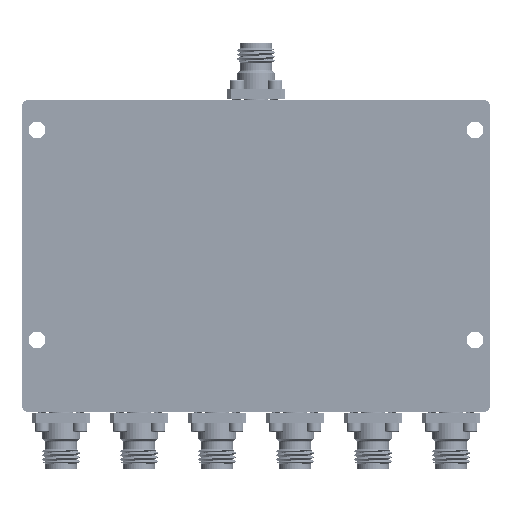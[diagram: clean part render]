
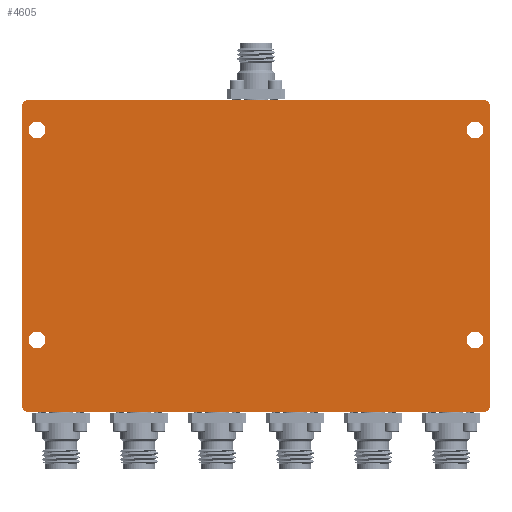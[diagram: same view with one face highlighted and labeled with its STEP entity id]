
A CAD part, top view. The second image highlights one B-rep face of the part: STEP entity #4605.
In plain terms, the highlighted planar face has unit normal (0, 0, 1).
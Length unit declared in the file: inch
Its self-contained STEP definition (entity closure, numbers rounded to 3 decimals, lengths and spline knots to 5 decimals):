
#58 = AXIS2_PLACEMENT_3D ( 'NONE', #691, #6210, #6759 ) ;
#184 = DIRECTION ( 'NONE',  ( -1., 0., 0. ) ) ;
#243 = DIRECTION ( 'NONE',  ( 0., 0., 1. ) ) ;
#266 = DIRECTION ( 'NONE',  ( 0., 1., 0. ) ) ;
#318 = AXIS2_PLACEMENT_3D ( 'NONE', #3240, #2459, #4882 ) ;
#324 = EDGE_LOOP ( 'NONE', ( #730, #7745 ) ) ;
#330 = VECTOR ( 'NONE', #5291, 39.37008 ) ;
#347 = LINE ( 'NONE', #4048, #1236 ) ;
#362 = DIRECTION ( 'NONE',  ( 0., 0., -1. ) ) ;
#368 = VERTEX_POINT ( 'NONE', #3836 ) ;
#376 = CARTESIAN_POINT ( 'NONE',  ( 1.49606, 1.02362, 0.19685 ) ) ;
#403 = LINE ( 'NONE', #889, #2482 ) ;
#557 = ORIENTED_EDGE ( 'NONE', *, *, #2603, .T. ) ;
#639 = EDGE_CURVE ( 'NONE', #750, #3899, #5028, .T. ) ;
#657 = EDGE_LOOP ( 'NONE', ( #4833, #7226 ) ) ;
#673 = EDGE_CURVE ( 'NONE', #2996, #870, #403, .T. ) ;
#691 = CARTESIAN_POINT ( 'NONE',  ( -1.43701, 0.82677, 0.19685 ) ) ;
#702 = CARTESIAN_POINT ( 'NONE',  ( 1.38189, 0.82677, 0.19685 ) ) ;
#719 = CARTESIAN_POINT ( 'NONE',  ( 0., 0., 0.19685 ) ) ;
#720 = CARTESIAN_POINT ( 'NONE',  ( -1.49606, -0.98425, 0.19685 ) ) ;
#730 = ORIENTED_EDGE ( 'NONE', *, *, #2018, .T. ) ;
#750 = VERTEX_POINT ( 'NONE', #3511 ) ;
#778 = DIRECTION ( 'NONE',  ( 0., 0., -1. ) ) ;
#801 = FACE_BOUND ( 'NONE', #657, .T. ) ;
#815 = CARTESIAN_POINT ( 'NONE',  ( 1.53543, -0.98425, 0.19685 ) ) ;
#870 = VERTEX_POINT ( 'NONE', #3824 ) ;
#889 = CARTESIAN_POINT ( 'NONE',  ( -1.53543, 1.02362, 0.19685 ) ) ;
#916 = DIRECTION ( 'NONE',  ( -1., 0., 0. ) ) ;
#1095 = AXIS2_PLACEMENT_3D ( 'NONE', #2316, #1718, #4773 ) ;
#1179 = DIRECTION ( 'NONE',  ( 1., 0., 0. ) ) ;
#1236 = VECTOR ( 'NONE', #266, 39.37008 ) ;
#1295 = DIRECTION ( 'NONE',  ( 1., 0., 0. ) ) ;
#1354 = AXIS2_PLACEMENT_3D ( 'NONE', #720, #6526, #1295 ) ;
#1447 = CIRCLE ( 'NONE', #5523, 0.03937 ) ;
#1450 = VERTEX_POINT ( 'NONE', #376 ) ;
#1466 = VERTEX_POINT ( 'NONE', #7079 ) ;
#1496 = DIRECTION ( 'NONE',  ( 0., 0., 1. ) ) ;
#1538 = CARTESIAN_POINT ( 'NONE',  ( -1.43701, -0.55118, 0.19685 ) ) ;
#1563 = LINE ( 'NONE', #7608, #1727 ) ;
#1660 = VERTEX_POINT ( 'NONE', #5063 ) ;
#1664 = CARTESIAN_POINT ( 'NONE',  ( 1.49213, -0.55118, 0.19685 ) ) ;
#1718 = DIRECTION ( 'NONE',  ( 0., 0., -1. ) ) ;
#1727 = VECTOR ( 'NONE', #916, 39.37008 ) ;
#1735 = CARTESIAN_POINT ( 'NONE',  ( -1.49606, 1.02362, 0.19685 ) ) ;
#1752 = CIRCLE ( 'NONE', #5830, 0.05512 ) ;
#1768 = ORIENTED_EDGE ( 'NONE', *, *, #7501, .T. ) ;
#1874 = CIRCLE ( 'NONE', #318, 0.05512 ) ;
#1984 = CIRCLE ( 'NONE', #1095, 0.05512 ) ;
#2009 = DIRECTION ( 'NONE',  ( 1., 0., 0. ) ) ;
#2018 = EDGE_CURVE ( 'NONE', #7781, #7499, #7327, .T. ) ;
#2038 = ORIENTED_EDGE ( 'NONE', *, *, #7711, .T. ) ;
#2044 = EDGE_LOOP ( 'NONE', ( #1768, #2993, #5355, #2038, #6475, #3391, #2659, #557 ) ) ;
#2047 = PLANE ( 'NONE',  #6299 ) ;
#2316 = CARTESIAN_POINT ( 'NONE',  ( -1.43701, 0.82677, 0.19685 ) ) ;
#2438 = VERTEX_POINT ( 'NONE', #7765 ) ;
#2455 = EDGE_CURVE ( 'NONE', #2438, #368, #1984, .T. ) ;
#2459 = DIRECTION ( 'NONE',  ( 0., 0., -1. ) ) ;
#2482 = VECTOR ( 'NONE', #4628, 39.37008 ) ;
#2603 = EDGE_CURVE ( 'NONE', #870, #4651, #3376, .T. ) ;
#2605 = DIRECTION ( 'NONE',  ( 1., 0., 0. ) ) ;
#2659 = ORIENTED_EDGE ( 'NONE', *, *, #673, .T. ) ;
#2751 = VERTEX_POINT ( 'NONE', #3905 ) ;
#2993 = ORIENTED_EDGE ( 'NONE', *, *, #4779, .T. ) ;
#2996 = VERTEX_POINT ( 'NONE', #5560 ) ;
#3003 = CIRCLE ( 'NONE', #4271, 0.05512 ) ;
#3154 = FACE_OUTER_BOUND ( 'NONE', #2044, .T. ) ;
#3240 = CARTESIAN_POINT ( 'NONE',  ( 1.43701, 0.82677, 0.19685 ) ) ;
#3309 = DIRECTION ( 'NONE',  ( 1., 0., 0. ) ) ;
#3376 = CIRCLE ( 'NONE', #1354, 0.03937 ) ;
#3391 = ORIENTED_EDGE ( 'NONE', *, *, #4786, .T. ) ;
#3485 = CIRCLE ( 'NONE', #58, 0.05512 ) ;
#3492 = AXIS2_PLACEMENT_3D ( 'NONE', #6268, #243, #2605 ) ;
#3497 = EDGE_CURVE ( 'NONE', #1450, #5450, #1563, .T. ) ;
#3511 = CARTESIAN_POINT ( 'NONE',  ( -1.38189, -0.55118, 0.19685 ) ) ;
#3557 = ORIENTED_EDGE ( 'NONE', *, *, #639, .T. ) ;
#3731 = VERTEX_POINT ( 'NONE', #702 ) ;
#3824 = CARTESIAN_POINT ( 'NONE',  ( -1.53543, -0.98425, 0.19685 ) ) ;
#3836 = CARTESIAN_POINT ( 'NONE',  ( -1.49213, 0.82677, 0.19685 ) ) ;
#3893 = CARTESIAN_POINT ( 'NONE',  ( 1.43701, -0.55118, 0.19685 ) ) ;
#3899 = VERTEX_POINT ( 'NONE', #7724 ) ;
#3905 = CARTESIAN_POINT ( 'NONE',  ( 1.49606, -1.02362, 0.19685 ) ) ;
#3951 = DIRECTION ( 'NONE',  ( -1., 0., 0. ) ) ;
#4048 = CARTESIAN_POINT ( 'NONE',  ( 1.53543, 1.02362, 0.19685 ) ) ;
#4097 = EDGE_CURVE ( 'NONE', #368, #2438, #3485, .T. ) ;
#4245 = VERTEX_POINT ( 'NONE', #815 ) ;
#4271 = AXIS2_PLACEMENT_3D ( 'NONE', #3893, #6892, #184 ) ;
#4448 = DIRECTION ( 'NONE',  ( -1., 0., 0. ) ) ;
#4468 = FACE_BOUND ( 'NONE', #6488, .T. ) ;
#4510 = CIRCLE ( 'NONE', #6428, 0.03937 ) ;
#4542 = FACE_BOUND ( 'NONE', #324, .T. ) ;
#4605 = ADVANCED_FACE ( 'NONE', ( #4468, #801, #6939, #4542, #3154 ), #2047, .T. ) ;
#4628 = DIRECTION ( 'NONE',  ( 0., -1., 0. ) ) ;
#4651 = VERTEX_POINT ( 'NONE', #5601 ) ;
#4773 = DIRECTION ( 'NONE',  ( -1., 0., 0. ) ) ;
#4779 = EDGE_CURVE ( 'NONE', #2751, #4245, #6934, .T. ) ;
#4786 = EDGE_CURVE ( 'NONE', #5450, #2996, #4510, .T. ) ;
#4833 = ORIENTED_EDGE ( 'NONE', *, *, #4097, .T. ) ;
#4839 = CARTESIAN_POINT ( 'NONE',  ( 1.49606, 0.98425, 0.19685 ) ) ;
#4848 = DIRECTION ( 'NONE',  ( -1., 0., 0. ) ) ;
#4882 = DIRECTION ( 'NONE',  ( -1., 0., 0. ) ) ;
#4999 = DIRECTION ( 'NONE',  ( 0., 0., 1. ) ) ;
#5028 = CIRCLE ( 'NONE', #5926, 0.05512 ) ;
#5063 = CARTESIAN_POINT ( 'NONE',  ( 1.53543, 0.98425, 0.19685 ) ) ;
#5165 = AXIS2_PLACEMENT_3D ( 'NONE', #7405, #6812, #5592 ) ;
#5198 = EDGE_CURVE ( 'NONE', #3731, #1466, #1874, .T. ) ;
#5291 = DIRECTION ( 'NONE',  ( 1., 0., 0. ) ) ;
#5355 = ORIENTED_EDGE ( 'NONE', *, *, #6367, .T. ) ;
#5450 = VERTEX_POINT ( 'NONE', #1735 ) ;
#5523 = AXIS2_PLACEMENT_3D ( 'NONE', #4839, #7349, #1179 ) ;
#5560 = CARTESIAN_POINT ( 'NONE',  ( -1.53543, 0.98425, 0.19685 ) ) ;
#5568 = EDGE_LOOP ( 'NONE', ( #7371, #3557 ) ) ;
#5592 = DIRECTION ( 'NONE',  ( -1., 0., 0. ) ) ;
#5601 = CARTESIAN_POINT ( 'NONE',  ( -1.49606, -1.02362, 0.19685 ) ) ;
#5716 = ORIENTED_EDGE ( 'NONE', *, *, #7221, .T. ) ;
#5824 = AXIS2_PLACEMENT_3D ( 'NONE', #6057, #6572, #4848 ) ;
#5830 = AXIS2_PLACEMENT_3D ( 'NONE', #7482, #778, #4448 ) ;
#5926 = AXIS2_PLACEMENT_3D ( 'NONE', #1538, #362, #3951 ) ;
#6007 = CARTESIAN_POINT ( 'NONE',  ( 1.38189, -0.55118, 0.19685 ) ) ;
#6057 = CARTESIAN_POINT ( 'NONE',  ( -1.43701, -0.55118, 0.19685 ) ) ;
#6133 = EDGE_CURVE ( 'NONE', #7499, #7781, #3003, .T. ) ;
#6197 = CARTESIAN_POINT ( 'NONE',  ( -1.49606, 0.98425, 0.19685 ) ) ;
#6210 = DIRECTION ( 'NONE',  ( 0., 0., -1. ) ) ;
#6268 = CARTESIAN_POINT ( 'NONE',  ( 1.49606, -0.98425, 0.19685 ) ) ;
#6299 = AXIS2_PLACEMENT_3D ( 'NONE', #719, #1496, #3309 ) ;
#6367 = EDGE_CURVE ( 'NONE', #4245, #1660, #347, .T. ) ;
#6428 = AXIS2_PLACEMENT_3D ( 'NONE', #6197, #4999, #2009 ) ;
#6437 = LINE ( 'NONE', #6558, #330 ) ;
#6475 = ORIENTED_EDGE ( 'NONE', *, *, #3497, .T. ) ;
#6488 = EDGE_LOOP ( 'NONE', ( #6554, #5716 ) ) ;
#6526 = DIRECTION ( 'NONE',  ( 0., 0., 1. ) ) ;
#6546 = EDGE_CURVE ( 'NONE', #3899, #750, #6947, .T. ) ;
#6554 = ORIENTED_EDGE ( 'NONE', *, *, #5198, .T. ) ;
#6558 = CARTESIAN_POINT ( 'NONE',  ( -1.53543, -1.02362, 0.19685 ) ) ;
#6572 = DIRECTION ( 'NONE',  ( 0., 0., -1. ) ) ;
#6759 = DIRECTION ( 'NONE',  ( -1., 0., 0. ) ) ;
#6812 = DIRECTION ( 'NONE',  ( 0., 0., -1. ) ) ;
#6892 = DIRECTION ( 'NONE',  ( 0., 0., -1. ) ) ;
#6934 = CIRCLE ( 'NONE', #3492, 0.03937 ) ;
#6939 = FACE_BOUND ( 'NONE', #5568, .T. ) ;
#6947 = CIRCLE ( 'NONE', #5824, 0.05512 ) ;
#7079 = CARTESIAN_POINT ( 'NONE',  ( 1.49213, 0.82677, 0.19685 ) ) ;
#7221 = EDGE_CURVE ( 'NONE', #1466, #3731, #1752, .T. ) ;
#7226 = ORIENTED_EDGE ( 'NONE', *, *, #2455, .T. ) ;
#7327 = CIRCLE ( 'NONE', #5165, 0.05512 ) ;
#7349 = DIRECTION ( 'NONE',  ( 0., 0., 1. ) ) ;
#7371 = ORIENTED_EDGE ( 'NONE', *, *, #6546, .T. ) ;
#7405 = CARTESIAN_POINT ( 'NONE',  ( 1.43701, -0.55118, 0.19685 ) ) ;
#7482 = CARTESIAN_POINT ( 'NONE',  ( 1.43701, 0.82677, 0.19685 ) ) ;
#7499 = VERTEX_POINT ( 'NONE', #1664 ) ;
#7501 = EDGE_CURVE ( 'NONE', #4651, #2751, #6437, .T. ) ;
#7608 = CARTESIAN_POINT ( 'NONE',  ( -1.53543, 1.02362, 0.19685 ) ) ;
#7711 = EDGE_CURVE ( 'NONE', #1660, #1450, #1447, .T. ) ;
#7724 = CARTESIAN_POINT ( 'NONE',  ( -1.49213, -0.55118, 0.19685 ) ) ;
#7745 = ORIENTED_EDGE ( 'NONE', *, *, #6133, .T. ) ;
#7765 = CARTESIAN_POINT ( 'NONE',  ( -1.38189, 0.82677, 0.19685 ) ) ;
#7781 = VERTEX_POINT ( 'NONE', #6007 ) ;
